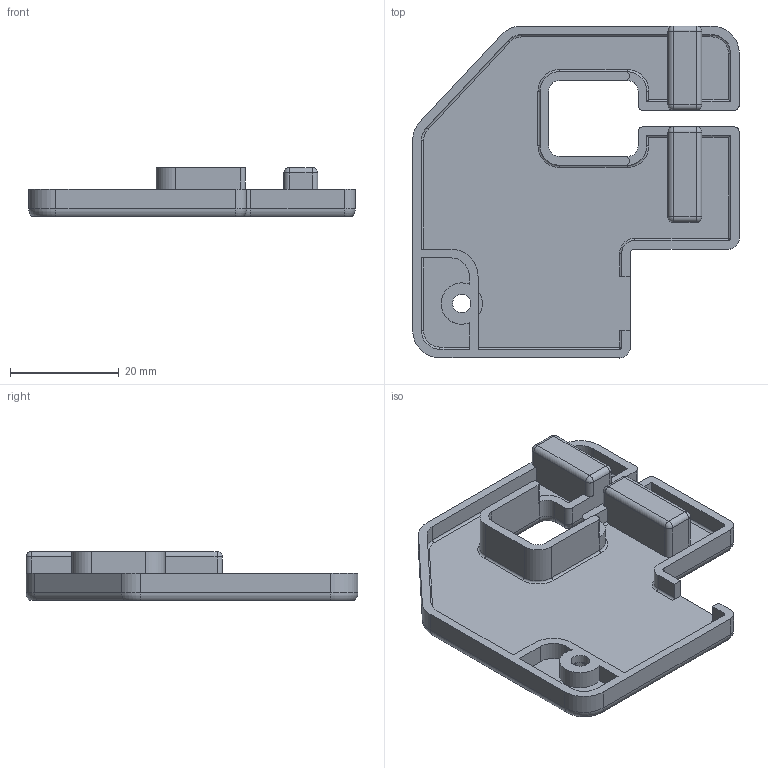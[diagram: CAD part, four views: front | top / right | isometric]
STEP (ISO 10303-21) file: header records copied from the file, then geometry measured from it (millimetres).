
FILE_DESCRIPTION(('FreeCAD Model'),'2;1');
FILE_NAME('Open CASCADE Shape Model','2023-02-25T13:59:56',(''),(''), 'Open CASCADE STEP processor 7.6','FreeCAD','Unknown');
FILE_SCHEMA(('AUTOMOTIVE_DESIGN { 1 0 10303 214 1 1 1 1 }'));
Length unit declared in the file: millimetre
Products named in the file (1): z_belt_cover_a_x2
Bounding box: 60 x 61 x 9 mm (x, y, z)
Volume: 7831.9 mm3; surface area: 8995.3 mm2
Topology: 1 solids, 1 shells, 194 faces, 503 edges, 302 vertices
Faces by surface type: cylinder 86, plane 73, torus 18, sphere 12, bspline 4, cone 1
Full cylindrical faces by diameter (mm): 3.4 x1, 6 x1
Entity records: 13225 total; most frequent: CARTESIAN_POINT 3258, DIRECTION 1935, LINE 1157, VECTOR 1157, ORIENTED_EDGE 986, PCURVE 986, DEFINITIONAL_REPRESENTATION 986, EDGE_CURVE 493
